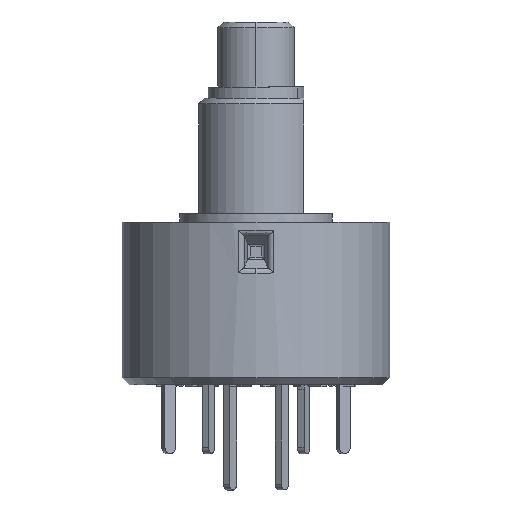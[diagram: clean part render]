
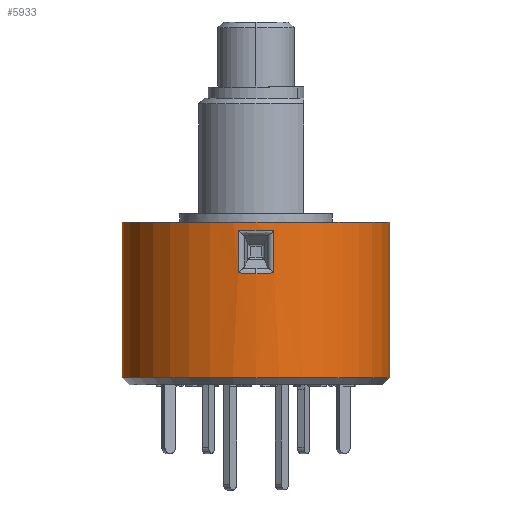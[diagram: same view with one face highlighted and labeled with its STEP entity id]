
A CAD part, left-side view. The second image highlights one B-rep face of the part: STEP entity #5933.
In plain terms, the highlighted cylindrical face has radius 7 mm (diameter 14 mm), a partial arc.
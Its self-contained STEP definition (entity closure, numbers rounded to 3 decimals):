
#11 = AXIS2_PLACEMENT_3D ( 'NONE', #12712, #11535, #9277 ) ;
#23 = ORIENTED_EDGE ( 'NONE', *, *, #9453, .T. ) ;
#217 = VECTOR ( 'NONE', #12971, 1000. ) ;
#278 = CARTESIAN_POINT ( 'NONE',  ( 0., 7., -8.574 ) ) ;
#406 = EDGE_CURVE ( 'NONE', #5836, #2939, #5022, .T. ) ;
#526 = LINE ( 'NONE', #4507, #14318 ) ;
#679 = VERTEX_POINT ( 'NONE', #5542 ) ;
#793 = CARTESIAN_POINT ( 'NONE',  ( 0., -7., -0.45 ) ) ;
#1182 = CARTESIAN_POINT ( 'NONE',  ( -6.937, 0.938, -3.094 ) ) ;
#1445 = CARTESIAN_POINT ( 'NONE',  ( 0., 0., -0.45 ) ) ;
#1946 = FACE_BOUND ( 'NONE', #11502, .T. ) ;
#2029 = CARTESIAN_POINT ( 'NONE',  ( -7., 0., -3.129 ) ) ;
#2233 = ORIENTED_EDGE ( 'NONE', *, *, #6739, .T. ) ;
#2592 =( BOUNDED_CURVE ( )  B_SPLINE_CURVE ( 3, ( #5172, #8862, #14965, #6346 ),
 .UNSPECIFIED., .F., .T. ) 
 B_SPLINE_CURVE_WITH_KNOTS ( ( 4, 4 ),
 ( 3.007, 3.276 ),
 .UNSPECIFIED. ) 
 CURVE ( )  GEOMETRIC_REPRESENTATION_ITEM ( )  RATIONAL_B_SPLINE_CURVE ( ( 1., 0.994, 0.994, 1. ) ) 
 REPRESENTATION_ITEM ( '' )  );
#2689 = LINE ( 'NONE', #793, #217 ) ;
#2790 =( BOUNDED_CURVE ( )  B_SPLINE_CURVE ( 3, ( #3027, #6790, #5502, #5608 ),
 .UNSPECIFIED., .F., .T. ) 
 B_SPLINE_CURVE_WITH_KNOTS ( ( 4, 4 ),
 ( 6.149, 6.283 ),
 .UNSPECIFIED. ) 
 CURVE ( )  GEOMETRIC_REPRESENTATION_ITEM ( )  RATIONAL_B_SPLINE_CURVE ( ( 1., 0.998, 0.998, 1. ) ) 
 REPRESENTATION_ITEM ( '' )  );
#2863 = ORIENTED_EDGE ( 'NONE', *, *, #4909, .T. ) ;
#2939 = VERTEX_POINT ( 'NONE', #12934 ) ;
#3027 = CARTESIAN_POINT ( 'NONE',  ( -6.937, -0.938, -3.094 ) ) ;
#4246 = CARTESIAN_POINT ( 'NONE',  ( -6.937, 0.938, -0.888 ) ) ;
#4428 = CARTESIAN_POINT ( 'NONE',  ( -7., 0., -3.129 ) ) ;
#4472 = AXIS2_PLACEMENT_3D ( 'NONE', #13203, #5859, #14365 ) ;
#4499 = EDGE_CURVE ( 'NONE', #6191, #12813, #2790, .T. ) ;
#4507 = CARTESIAN_POINT ( 'NONE',  ( -6.937, -0.938, -0.45 ) ) ;
#4536 = AXIS2_PLACEMENT_3D ( 'NONE', #1445, #12597, #8740 ) ;
#4728 = LINE ( 'NONE', #11360, #7222 ) ;
#4909 = EDGE_CURVE ( 'NONE', #12560, #679, #2592, .T. ) ;
#5022 = CIRCLE ( 'NONE', #4472, 7. ) ;
#5172 = CARTESIAN_POINT ( 'NONE',  ( -6.937, 0.938, -0.888 ) ) ;
#5324 = CARTESIAN_POINT ( 'NONE',  ( 0., 7., -0.45 ) ) ;
#5502 = CARTESIAN_POINT ( 'NONE',  ( -7., -0.314, -3.129 ) ) ;
#5542 = CARTESIAN_POINT ( 'NONE',  ( -6.937, -0.938, -0.888 ) ) ;
#5559 = CYLINDRICAL_SURFACE ( 'NONE', #11, 7. ) ;
#5608 = CARTESIAN_POINT ( 'NONE',  ( -7., 0., -3.129 ) ) ;
#5716 = CARTESIAN_POINT ( 'NONE',  ( -7., 0.314, -3.129 ) ) ;
#5836 = VERTEX_POINT ( 'NONE', #278 ) ;
#5859 = DIRECTION ( 'NONE',  ( 0., 0., 1. ) ) ;
#5933 = ADVANCED_FACE ( 'NONE', ( #8833, #1946 ), #5559, .T. ) ;
#5991 = VERTEX_POINT ( 'NONE', #10486 ) ;
#6072 = ORIENTED_EDGE ( 'NONE', *, *, #4499, .T. ) ;
#6102 = CARTESIAN_POINT ( 'NONE',  ( 0., 7., -0.45 ) ) ;
#6142 = ORIENTED_EDGE ( 'NONE', *, *, #406, .T. ) ;
#6191 = VERTEX_POINT ( 'NONE', #7358 ) ;
#6346 = CARTESIAN_POINT ( 'NONE',  ( -6.937, -0.938, -0.888 ) ) ;
#6739 = EDGE_CURVE ( 'NONE', #679, #6191, #526, .T. ) ;
#6790 = CARTESIAN_POINT ( 'NONE',  ( -6.979, -0.627, -3.117 ) ) ;
#6876 = DIRECTION ( 'NONE',  ( 0., 0., -1. ) ) ;
#6993 = CARTESIAN_POINT ( 'NONE',  ( -6.979, 0.627, -3.117 ) ) ;
#7081 = VECTOR ( 'NONE', #14954, 1000. ) ;
#7222 = VECTOR ( 'NONE', #11572, 1000. ) ;
#7256 = EDGE_CURVE ( 'NONE', #13502, #12560, #4728, .T. ) ;
#7358 = CARTESIAN_POINT ( 'NONE',  ( -6.937, -0.938, -3.094 ) ) ;
#8740 = DIRECTION ( 'NONE',  ( 0., -1., 0. ) ) ;
#8833 = FACE_OUTER_BOUND ( 'NONE', #11068, .T. ) ;
#8862 = CARTESIAN_POINT ( 'NONE',  ( -7.021, 0.315, -0.841 ) ) ;
#9277 = DIRECTION ( 'NONE',  ( 0., 1., 0. ) ) ;
#9332 = ORIENTED_EDGE ( 'NONE', *, *, #11438, .F. ) ;
#9382 =( BOUNDED_CURVE ( )  B_SPLINE_CURVE ( 3, ( #4428, #5716, #6993, #15557 ),
 .UNSPECIFIED., .F., .F. ) 
 B_SPLINE_CURVE_WITH_KNOTS ( ( 4, 4 ),
 ( 0., 0.134 ),
 .UNSPECIFIED. ) 
 CURVE ( )  GEOMETRIC_REPRESENTATION_ITEM ( )  RATIONAL_B_SPLINE_CURVE ( ( 1., 0.998, 0.998, 1. ) ) 
 REPRESENTATION_ITEM ( '' )  );
#9453 = EDGE_CURVE ( 'NONE', #12813, #13502, #9382, .T. ) ;
#9905 = CIRCLE ( 'NONE', #4536, 7. ) ;
#9976 = ORIENTED_EDGE ( 'NONE', *, *, #7256, .T. ) ;
#10486 = CARTESIAN_POINT ( 'NONE',  ( 0., -7., -0.45 ) ) ;
#11068 = EDGE_LOOP ( 'NONE', ( #9332, #11988, #12656, #6142 ) ) ;
#11360 = CARTESIAN_POINT ( 'NONE',  ( -6.937, 0.938, -0.45 ) ) ;
#11438 = EDGE_CURVE ( 'NONE', #5991, #2939, #2689, .T. ) ;
#11502 = EDGE_LOOP ( 'NONE', ( #6072, #23, #9976, #2863, #2233 ) ) ;
#11535 = DIRECTION ( 'NONE',  ( 0., 0., -1. ) ) ;
#11572 = DIRECTION ( 'NONE',  ( 0., 0., 1. ) ) ;
#11869 = LINE ( 'NONE', #5324, #7081 ) ;
#11988 = ORIENTED_EDGE ( 'NONE', *, *, #13574, .F. ) ;
#12404 = EDGE_CURVE ( 'NONE', #15355, #5836, #11869, .T. ) ;
#12560 = VERTEX_POINT ( 'NONE', #4246 ) ;
#12597 = DIRECTION ( 'NONE',  ( 0., 0., 1. ) ) ;
#12656 = ORIENTED_EDGE ( 'NONE', *, *, #12404, .T. ) ;
#12712 = CARTESIAN_POINT ( 'NONE',  ( 0., 0., -0.45 ) ) ;
#12813 = VERTEX_POINT ( 'NONE', #2029 ) ;
#12934 = CARTESIAN_POINT ( 'NONE',  ( 0., -7., -8.574 ) ) ;
#12971 = DIRECTION ( 'NONE',  ( 0., 0., -1. ) ) ;
#13203 = CARTESIAN_POINT ( 'NONE',  ( 0., 0., -8.574 ) ) ;
#13502 = VERTEX_POINT ( 'NONE', #1182 ) ;
#13574 = EDGE_CURVE ( 'NONE', #15355, #5991, #9905, .T. ) ;
#14318 = VECTOR ( 'NONE', #6876, 1000. ) ;
#14365 = DIRECTION ( 'NONE',  ( 0., -1., 0. ) ) ;
#14954 = DIRECTION ( 'NONE',  ( 0., 0., -1. ) ) ;
#14965 = CARTESIAN_POINT ( 'NONE',  ( -7.021, -0.315, -0.841 ) ) ;
#15355 = VERTEX_POINT ( 'NONE', #6102 ) ;
#15557 = CARTESIAN_POINT ( 'NONE',  ( -6.937, 0.938, -3.094 ) ) ;
